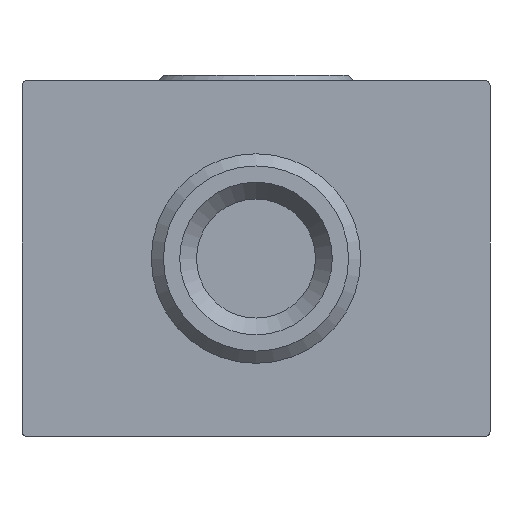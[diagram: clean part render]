
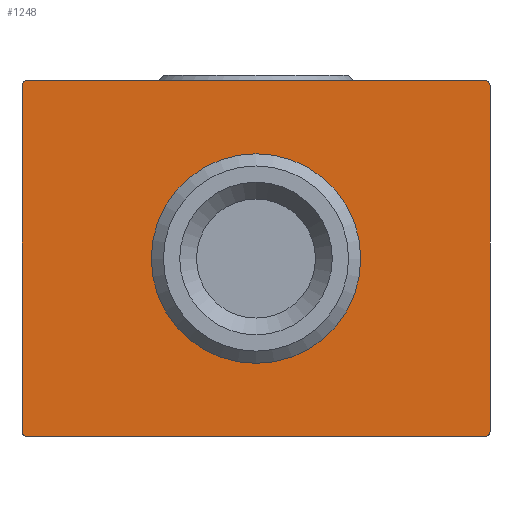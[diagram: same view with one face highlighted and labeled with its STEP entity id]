
A CAD part, left-side view. The second image highlights one B-rep face of the part: STEP entity #1248.
In plain terms, the highlighted planar face has unit normal (-1, 0, 0).
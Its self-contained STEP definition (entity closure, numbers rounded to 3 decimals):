
#107=FACE_BOUND('',#204,.T.);
#119=FACE_OUTER_BOUND('',#203,.T.);
#203=EDGE_LOOP('',(#857,#858,#859,#860,#861,#862,#863,#864));
#204=EDGE_LOOP('',(#865));
#300=LINE('',#2033,#398);
#301=LINE('',#2037,#399);
#302=LINE('',#2041,#400);
#303=LINE('',#2044,#401);
#398=VECTOR('',#1595,45.);
#399=VECTOR('',#1598,34.);
#400=VECTOR('',#1601,45.);
#401=VECTOR('',#1604,34.);
#497=CIRCLE('',#1411,0.5);
#498=CIRCLE('',#1412,0.5);
#499=CIRCLE('',#1413,0.5);
#500=CIRCLE('',#1414,0.5);
#501=CIRCLE('',#1415,6.25);
#572=VERTEX_POINT('',#2029);
#573=VERTEX_POINT('',#2030);
#574=VERTEX_POINT('',#2032);
#575=VERTEX_POINT('',#2034);
#576=VERTEX_POINT('',#2036);
#577=VERTEX_POINT('',#2038);
#578=VERTEX_POINT('',#2040);
#579=VERTEX_POINT('',#2042);
#580=VERTEX_POINT('',#2045);
#681=EDGE_CURVE('',#572,#573,#497,.T.);
#682=EDGE_CURVE('',#574,#573,#300,.T.);
#683=EDGE_CURVE('',#574,#575,#498,.T.);
#684=EDGE_CURVE('',#576,#575,#301,.T.);
#685=EDGE_CURVE('',#576,#577,#499,.T.);
#686=EDGE_CURVE('',#578,#577,#302,.T.);
#687=EDGE_CURVE('',#578,#579,#500,.T.);
#688=EDGE_CURVE('',#572,#579,#303,.T.);
#689=EDGE_CURVE('',#580,#580,#501,.T.);
#857=ORIENTED_EDGE('',*,*,#681,.T.);
#858=ORIENTED_EDGE('',*,*,#682,.F.);
#859=ORIENTED_EDGE('',*,*,#683,.T.);
#860=ORIENTED_EDGE('',*,*,#684,.F.);
#861=ORIENTED_EDGE('',*,*,#685,.T.);
#862=ORIENTED_EDGE('',*,*,#686,.F.);
#863=ORIENTED_EDGE('',*,*,#687,.T.);
#864=ORIENTED_EDGE('',*,*,#688,.F.);
#865=ORIENTED_EDGE('',*,*,#689,.F.);
#1201=PLANE('',#1410);
#1248=ADVANCED_FACE('',(#119,#107),#1201,.F.);
#1410=AXIS2_PLACEMENT_3D('',#2028,#1591,#1592);
#1411=AXIS2_PLACEMENT_3D('',#2031,#1593,#1594);
#1412=AXIS2_PLACEMENT_3D('',#2035,#1596,#1597);
#1413=AXIS2_PLACEMENT_3D('',#2039,#1599,#1600);
#1414=AXIS2_PLACEMENT_3D('',#2043,#1602,#1603);
#1415=AXIS2_PLACEMENT_3D('',#2046,#1605,#1606);
#1591=DIRECTION('center_axis',(1.,0.,0.));
#1592=DIRECTION('ref_axis',(0.,0.,-1.));
#1593=DIRECTION('center_axis',(-1.,0.,0.));
#1594=DIRECTION('ref_axis',(0.,-1.,0.));
#1595=DIRECTION('',(0.,-1.,0.));
#1596=DIRECTION('center_axis',(-1.,0.,0.));
#1597=DIRECTION('ref_axis',(0.,0.,1.));
#1598=DIRECTION('',(0.,0.,1.));
#1599=DIRECTION('center_axis',(-1.,0.,0.));
#1600=DIRECTION('ref_axis',(0.,1.,0.));
#1601=DIRECTION('',(0.,1.,0.));
#1602=DIRECTION('center_axis',(-1.,0.,0.));
#1603=DIRECTION('ref_axis',(0.,0.,-1.));
#1604=DIRECTION('',(0.,0.,-1.));
#1605=DIRECTION('center_axis',(-1.,0.,0.));
#1606=DIRECTION('ref_axis',(0.,0.,-1.));
#2028=CARTESIAN_POINT('Origin',(-11.9,0.,-3.1));
#2029=CARTESIAN_POINT('',(-11.9,-23.,13.9));
#2030=CARTESIAN_POINT('',(-11.9,-22.5,14.4));
#2031=CARTESIAN_POINT('Origin',(-11.9,-22.5,13.9));
#2032=CARTESIAN_POINT('',(-11.9,22.5,14.4));
#2033=CARTESIAN_POINT('',(-11.9,22.5,14.4));
#2034=CARTESIAN_POINT('',(-11.9,23.,13.9));
#2035=CARTESIAN_POINT('Origin',(-11.9,22.5,13.9));
#2036=CARTESIAN_POINT('',(-11.9,23.,-20.1));
#2037=CARTESIAN_POINT('',(-11.9,23.,-20.1));
#2038=CARTESIAN_POINT('',(-11.9,22.5,-20.6));
#2039=CARTESIAN_POINT('Origin',(-11.9,22.5,-20.1));
#2040=CARTESIAN_POINT('',(-11.9,-22.5,-20.6));
#2041=CARTESIAN_POINT('',(-11.9,-22.5,-20.6));
#2042=CARTESIAN_POINT('',(-11.9,-23.,-20.1));
#2043=CARTESIAN_POINT('Origin',(-11.9,-22.5,-20.1));
#2044=CARTESIAN_POINT('',(-11.9,-23.,13.9));
#2045=CARTESIAN_POINT('',(-11.9,0.,3.15));
#2046=CARTESIAN_POINT('Origin',(-11.9,0.,-3.1));
